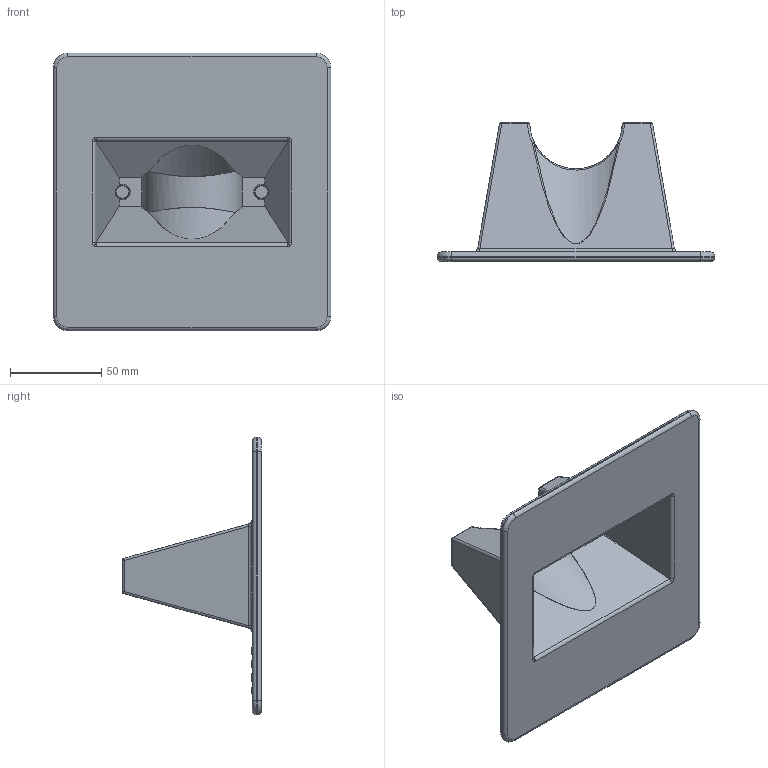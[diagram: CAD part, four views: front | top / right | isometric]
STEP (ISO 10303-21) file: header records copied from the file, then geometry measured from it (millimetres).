
FILE_DESCRIPTION((''),'2;1');
FILE_NAME('1.5.stp','2012-11-21T08:39:51',('rdavis'),(''),'Autodesk Inventor 2013','Autodesk Inventor 2013','');
FILE_SCHEMA(('AUTOMOTIVE_DESIGN { 1 0 10303 214 1 1 1 1 }'));
Length unit declared in the file: inch
Products named in the file (1): 1
Bounding box: 152.4 x 76.2 x 152.4 mm (x, y, z)
Volume: 126768.9 mm3; surface area: 76762 mm2
Topology: 1 solids, 1 shells, 1452 faces, 3850 edges, 2522 vertices
Faces by surface type: plane 968, bspline 396, cylinder 52, sphere 20, torus 12, cone 4
Entity records: 67386 total; most frequent: CARTESIAN_POINT 32481, ORIENTED_EDGE 7668, DIRECTION 5368, EDGE_CURVE 3834, VECTOR 2902, LINE 2902, VERTEX_POINT 2520, EDGE_LOOP 1588
